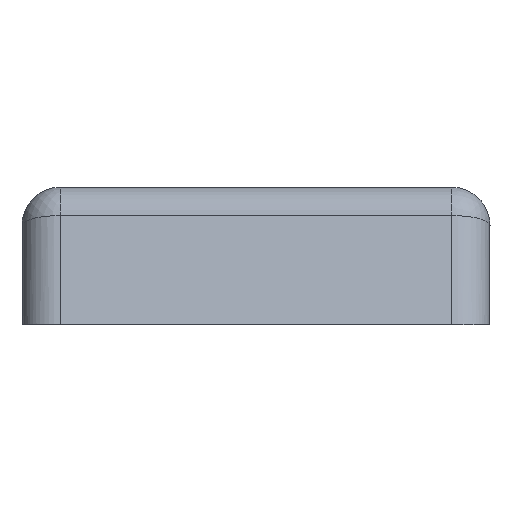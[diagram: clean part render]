
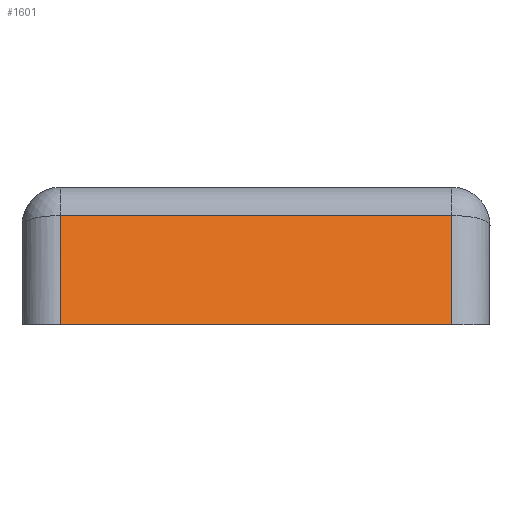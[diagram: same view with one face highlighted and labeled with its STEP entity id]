
A CAD part, left-side view. The second image highlights one B-rep face of the part: STEP entity #1601.
In plain terms, the highlighted planar face has unit normal (-0.966, 0, 0.259).
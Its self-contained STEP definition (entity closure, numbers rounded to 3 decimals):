
#164=CARTESIAN_POINT('',(-1.5,126.006,-611.503));
#182=CARTESIAN_POINT('',(-1.5,187.006,-611.5));
#206=DIRECTION('',(-0.259,0.,-0.966));
#207=VECTOR('',#206,17.654);
#208=CARTESIAN_POINT('',(3.07,126.005,-594.45));
#209=LINE('',#208,#207);
#210=DIRECTION('',(0.,1.,0.));
#211=VECTOR('',#210,61.);
#212=CARTESIAN_POINT('',(-1.5,126.006,-611.503));
#213=LINE('',#212,#211);
#214=DIRECTION('',(-0.259,0.,-0.966));
#215=VECTOR('',#214,17.654);
#216=CARTESIAN_POINT('',(3.07,187.005,-594.447));
#217=LINE('',#216,#215);
#218=DIRECTION('',(0.,-1.,0.));
#219=VECTOR('',#218,61.);
#220=CARTESIAN_POINT('',(3.07,187.005,-594.447));
#221=LINE('',#220,#219);
#1333=VERTEX_POINT('',#164);
#1334=CARTESIAN_POINT('',(3.07,126.005,-594.45));
#1335=VERTEX_POINT('',#1334);
#1342=CARTESIAN_POINT('',(3.07,187.005,-594.447));
#1343=VERTEX_POINT('',#1342);
#1344=VERTEX_POINT('',#182);
#1588=CARTESIAN_POINT('',(4.063,191.505,-590.741));
#1589=DIRECTION('',(-0.966,0.,0.259));
#1590=DIRECTION('',(-0.259,0.,-0.966));
#1591=AXIS2_PLACEMENT_3D('',#1588,#1589,#1590);
#1592=PLANE('',#1591);
#1593=ORIENTED_EDGE('',*,*,#1579,.T.);
#1594=ORIENTED_EDGE('',*,*,#1557,.T.);
#1596=ORIENTED_EDGE('',*,*,#1595,.F.);
#1598=ORIENTED_EDGE('',*,*,#1597,.T.);
#1599=EDGE_LOOP('',(#1593,#1594,#1596,#1598));
#1600=FACE_OUTER_BOUND('',#1599,.F.);
#1601=ADVANCED_FACE('',(#1600),#1592,.T.);
#1557=EDGE_CURVE('',#1333,#1344,#213,.T.);
#1579=EDGE_CURVE('',#1335,#1333,#209,.T.);
#1595=EDGE_CURVE('',#1343,#1344,#217,.T.);
#1597=EDGE_CURVE('',#1343,#1335,#221,.T.);
